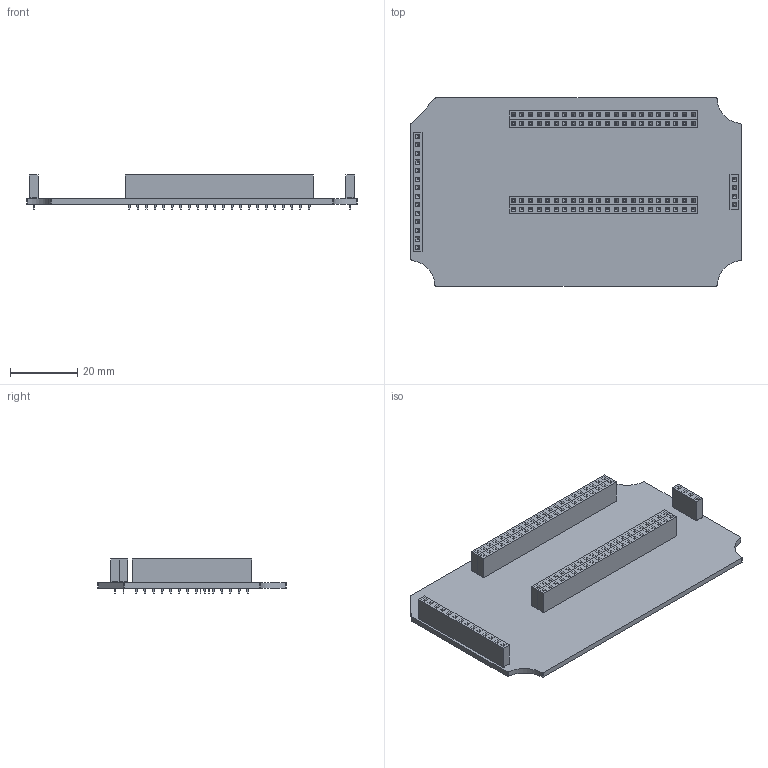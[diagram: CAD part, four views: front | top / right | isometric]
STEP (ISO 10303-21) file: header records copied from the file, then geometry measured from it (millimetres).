
FILE_DESCRIPTION(('KiCad electronic assembly'),'2;1');
FILE_NAME('ESP32-S3_TFT_Combiner.step','2024-03-15T18:17:10',('Pcbnew'), ('Kicad'),'Open CASCADE STEP processor 7.7','KiCad to STEP converter', 'Unknown');
FILE_SCHEMA(('AUTOMOTIVE_DESIGN { 1 0 10303 214 1 1 1 1 }'));
Length unit declared in the file: millimetre
Products named in the file (8): ESP32-S3_TFT_Combiner 1; PinSocket_1x04_P2.54mm_Vertical; PinSocket_1x04_P254mm_Vertical; PinSocket_1x14_P2.54mm_Vertical; PinSocket_1x14_P254mm_Vertical; PinSocket_1x22_P2.54mm_Vertical; PinSocket_1x22_P254mm_Vertical; _autosave-ESP32-S3_TFT_Combiner_PCB
Assembly tree (10 placements, depth 3):
  ESP32-S3_TFT_Combiner 1
    PinSocket_1x04_P2.54mm_Vertical
      PinSocket_1x04_P254mm_Vertical
    PinSocket_1x14_P2.54mm_Vertical
      PinSocket_1x14_P254mm_Vertical
    PinSocket_1x22_P2.54mm_Vertical  x4
      PinSocket_1x22_P254mm_Vertical
    _autosave-ESP32-S3_TFT_Combiner_PCB
Bounding box: 98.05 x 55.88 x 10.1 mm (x, y, z)
Volume: 12888.5 mm3; surface area: 19140 mm2
Topology: 7 solids, 8 shells, 3472 faces, 8997 edges, 5858 vertices
Faces by surface type: plane 3355, cylinder 117
Full cylindrical faces by diameter (mm): 1 x106
Entity records: 51420 total; most frequent: CARTESIAN_POINT 7430, ORIENTED_EDGE 7286, DIRECTION 6693, EDGE_CURVE 3645, LINE 3411, VECTOR 3411, VERTEX_POINT 2378, FACE_BOUND 1728
